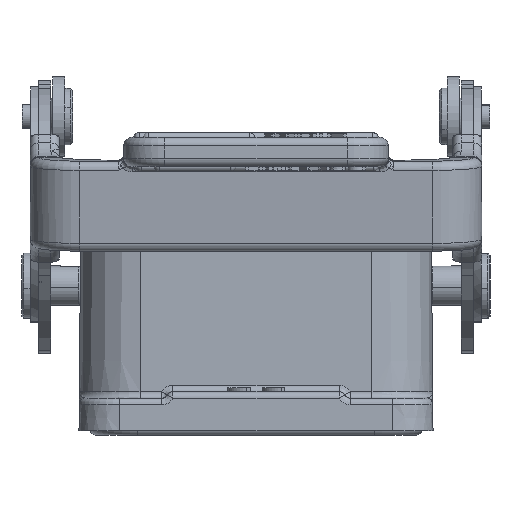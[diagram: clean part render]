
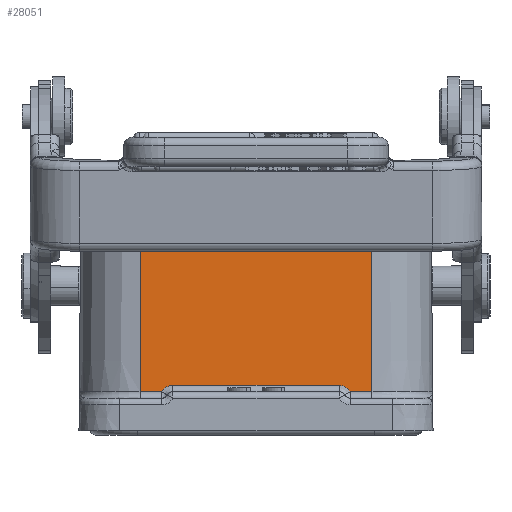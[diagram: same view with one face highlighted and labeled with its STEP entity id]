
A CAD part, left-side view. The second image highlights one B-rep face of the part: STEP entity #28051.
In plain terms, the highlighted planar face has unit normal (-1, 0, 0.009).
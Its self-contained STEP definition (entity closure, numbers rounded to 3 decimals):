
#2238=DIRECTION('',(0.009,0.,1.));
#2239=VECTOR('',#2238,22.708);
#2240=CARTESIAN_POINT('',(-59.958,-14.25,4.793));
#2241=LINE('',#2240,#2239);
#2246=CARTESIAN_POINT('',(-59.958,-11.585,
4.793));
#2247=CARTESIAN_POINT('',(-59.957,-11.514,
4.916));
#2248=CARTESIAN_POINT('',(-59.955,-11.345,
5.136));
#2249=CARTESIAN_POINT('',(-59.953,-11.008,
5.395));
#2250=CARTESIAN_POINT('',(-59.952,-10.613,
5.557));
#2251=CARTESIAN_POINT('',(-59.951,-10.341,
5.593));
#2252=CARTESIAN_POINT('',(-59.951,-10.2,
5.593));
#2254=CARTESIAN_POINT('',(-59.951,10.2,5.593));
#2255=CARTESIAN_POINT('',(-59.951,10.342,5.593));
#2256=CARTESIAN_POINT('',(-59.952,10.616,5.557));
#2257=CARTESIAN_POINT('',(-59.953,11.01,5.395));
#2258=CARTESIAN_POINT('',(-59.955,11.347,5.134));
#2259=CARTESIAN_POINT('',(-59.957,11.514,4.915));
#2260=CARTESIAN_POINT('',(-59.958,11.585,4.793));
#2266=DIRECTION('',(-0.009,0.,-1.));
#2267=VECTOR('',#2266,22.708);
#2268=CARTESIAN_POINT('',(-59.76,14.25,27.5));
#2269=LINE('',#2268,#2267);
#2398=DIRECTION('',(0.,-1.,0.));
#2399=VECTOR('',#2398,2.665);
#2400=CARTESIAN_POINT('',(-59.958,14.25,4.793));
#2401=LINE('',#2400,#2399);
#2427=DIRECTION('',(0.,-1.,0.));
#2428=VECTOR('',#2427,20.399);
#2429=CARTESIAN_POINT('',(-59.951,10.2,5.593));
#2430=LINE('',#2429,#2428);
#2456=DIRECTION('',(0.,-1.,0.));
#2457=VECTOR('',#2456,2.665);
#2458=CARTESIAN_POINT('',(-59.958,-11.585,
4.793));
#2459=LINE('',#2458,#2457);
#3927=DIRECTION('',(0.,1.,0.));
#3928=VECTOR('',#3927,28.5);
#3929=CARTESIAN_POINT('',(-59.76,-14.25,27.5));
#3930=LINE('',#3929,#3928);
#21058=CARTESIAN_POINT('',(-59.958,-14.25,4.793));
#21059=CARTESIAN_POINT('',(-59.76,-14.25,27.5));
#21060=VERTEX_POINT('',#21058);
#21061=VERTEX_POINT('',#21059);
#21062=CARTESIAN_POINT('',(-59.76,14.25,27.5));
#21063=CARTESIAN_POINT('',(-59.958,14.25,4.793));
#21064=VERTEX_POINT('',#21062);
#21065=VERTEX_POINT('',#21063);
#21066=CARTESIAN_POINT('',(-59.958,-11.585,
4.793));
#21067=VERTEX_POINT('',#21066);
#21068=VERTEX_POINT('',#2252);
#21069=CARTESIAN_POINT('',(-59.951,10.2,
5.593));
#21070=VERTEX_POINT('',#21069);
#21071=VERTEX_POINT('',#2260);
#28029=CARTESIAN_POINT('',(-60.,-21.75,0.));
#28030=DIRECTION('',(-1.,0.,0.009));
#28031=DIRECTION('',(0.009,0.,1.));
#28032=AXIS2_PLACEMENT_3D('',#28029,#28030,#28031);
#28033=PLANE('',#28032);
#28035=ORIENTED_EDGE('',*,*,#28034,.F.);
#28037=ORIENTED_EDGE('',*,*,#28036,.F.);
#28038=ORIENTED_EDGE('',*,*,#28019,.F.);
#28040=ORIENTED_EDGE('',*,*,#28039,.F.);
#28042=ORIENTED_EDGE('',*,*,#28041,.T.);
#28044=ORIENTED_EDGE('',*,*,#28043,.F.);
#28046=ORIENTED_EDGE('',*,*,#28045,.T.);
#28048=ORIENTED_EDGE('',*,*,#28047,.F.);
#28049=EDGE_LOOP('',(#28035,#28037,#28038,#28040,#28042,#28044,#28046,#28048));
#28050=FACE_OUTER_BOUND('',#28049,.F.);
#28051=ADVANCED_FACE('',(#28050),#28033,.T.);
#2253=B_SPLINE_CURVE_WITH_KNOTS('',3,(#2246,#2247,#2248,#2249,#2250,#2251,
#2252),.UNSPECIFIED.,.F.,.F.,(4,1,1,1,4),(0.,0.25,0.5,0.75,1.),
.UNSPECIFIED.);
#2261=B_SPLINE_CURVE_WITH_KNOTS('',3,(#2254,#2255,#2256,#2257,#2258,#2259,
#2260),.UNSPECIFIED.,.F.,.F.,(4,1,1,1,4),(0.,0.25,0.5,0.75,1.),
.UNSPECIFIED.);
#28019=EDGE_CURVE('',#21060,#21061,#2241,.T.);
#28034=EDGE_CURVE('',#21064,#21065,#2269,.T.);
#28036=EDGE_CURVE('',#21061,#21064,#3930,.T.);
#28039=EDGE_CURVE('',#21067,#21060,#2459,.T.);
#28041=EDGE_CURVE('',#21067,#21068,#2253,.T.);
#28043=EDGE_CURVE('',#21070,#21068,#2430,.T.);
#28045=EDGE_CURVE('',#21070,#21071,#2261,.T.);
#28047=EDGE_CURVE('',#21065,#21071,#2401,.T.);
